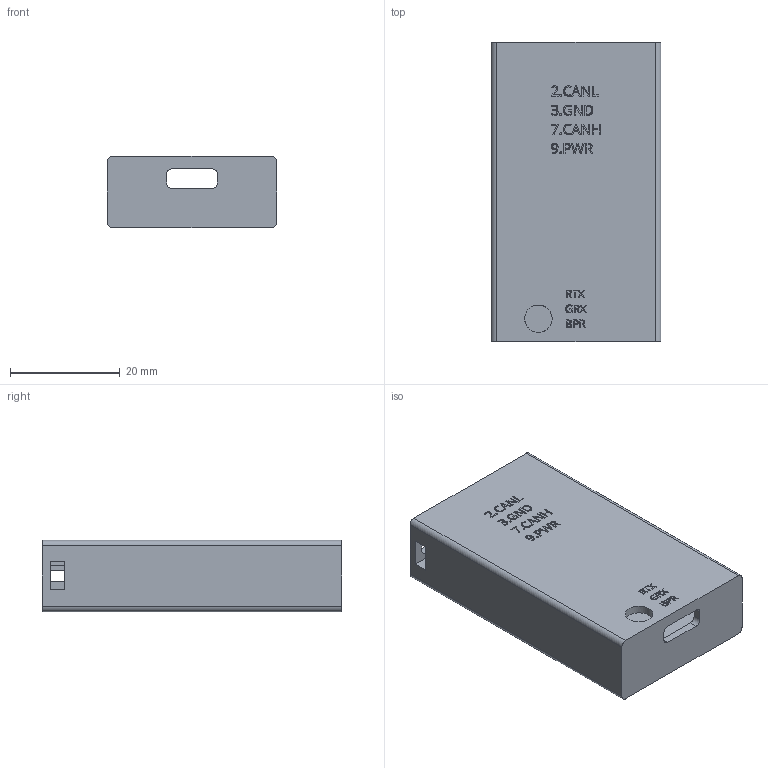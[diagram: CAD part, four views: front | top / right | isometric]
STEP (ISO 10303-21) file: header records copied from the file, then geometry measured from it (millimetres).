
FILE_DESCRIPTION(/* description */ ('STEP AP242','CAx-IF Rec.Pracs.---Representation and Presentation of Product Manufacturing Information (PMI)---4.0---2014-10-13','CAx-IF Rec.Pracs.---3D Tessellated Geometry---0.4---2014-09-14','2;1'),/* implementation_level */ '2;1');
FILE_NAME(/* name */ '648f0d73f8e6a7115eabee22',/* time_stamp */ '2023-06-18T13:58:13Z',/* author */ (''),/* organization */ (''),/* preprocessor_version */ 'ST-DEVELOPER v19.4',/* originating_system */ ' ',/* authorisation */ ' ');
FILE_SCHEMA (('AP242_MANAGED_MODEL_BASED_3D_ENGINEERING_MIM_LF { 1 0 10303 442 1 1 4 }'));
Length unit declared in the file: metre
Products named in the file (1): Enclosure
Bounding box: 31 x 54.69 x 13 mm (x, y, z)
Volume: 14835.5 mm3; surface area: 8596.4 mm2
Topology: 1 solids, 1 shells, 587 faces, 1622 edges, 1080 vertices
Faces by surface type: plane 335, bspline 233, cylinder 19
Full cylindrical faces by diameter (mm): 3.048 x4, 5 x1
Entity records: 19254 total; most frequent: CARTESIAN_POINT 5844, ORIENTED_EDGE 3224, DIRECTION 1893, EDGE_CURVE 1612, LINE 1107, VECTOR 1107, VERTEX_POINT 1075, EDGE_LOOP 647
